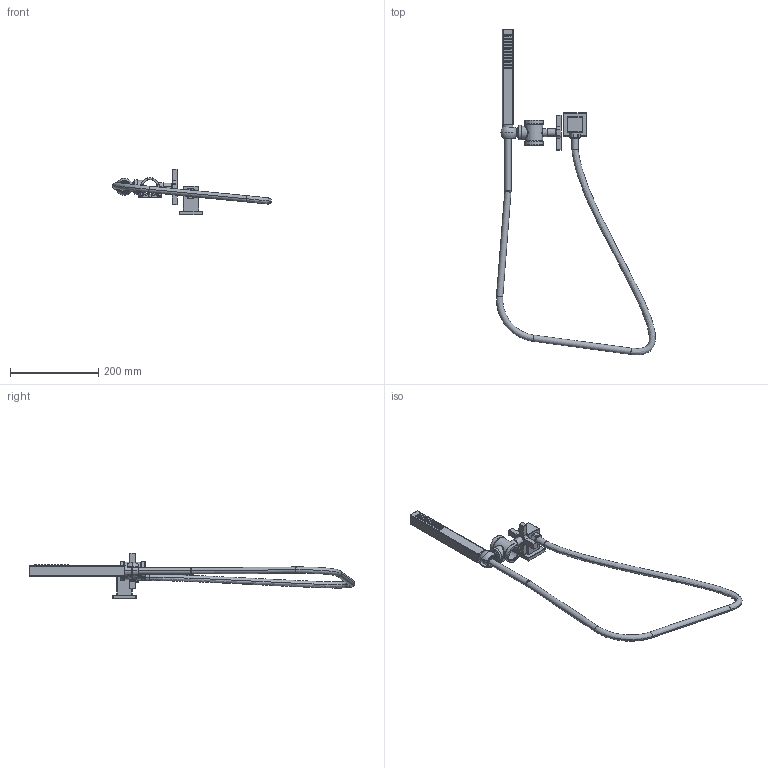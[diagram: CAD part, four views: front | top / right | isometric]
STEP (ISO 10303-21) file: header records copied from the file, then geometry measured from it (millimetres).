
FILE_DESCRIPTION((''),'2;1');
FILE_NAME('2040-0442','2020-12-10T14:45:02',('jinson.thomas'),(''),'CREO PARAMETRIC BY PTC INC, 2018400','CREO PARAMETRIC BY PTC INC, 2018400','');
FILE_SCHEMA(('CONFIG_CONTROL_DESIGN'));
Products named in the file (1): 2040-0442
Bounding box: 359.75 x 737.12 x 102.87 mm (x, y, z)
Volume: 538205.1 mm3; surface area: 140988.4 mm2
Topology: 2 solids, 2 shells, 1003 faces, 2262 edges, 1374 vertices
Faces by surface type: bspline 299, cylinder 251, cone 162, plane 145, torus 94, sphere 52
Entity records: 65717 total; most frequent: CARTESIAN_POINT 45006, ORIENTED_EDGE 4524, DIRECTION 3836, EDGE_CURVE 2262, AXIS2_PLACEMENT_3D 1559, VERTEX_POINT 1374, EDGE_LOOP 1118, FACE_OUTER_BOUND 1003
